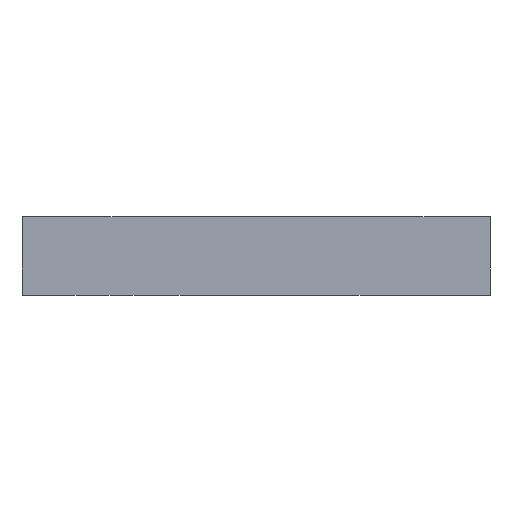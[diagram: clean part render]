
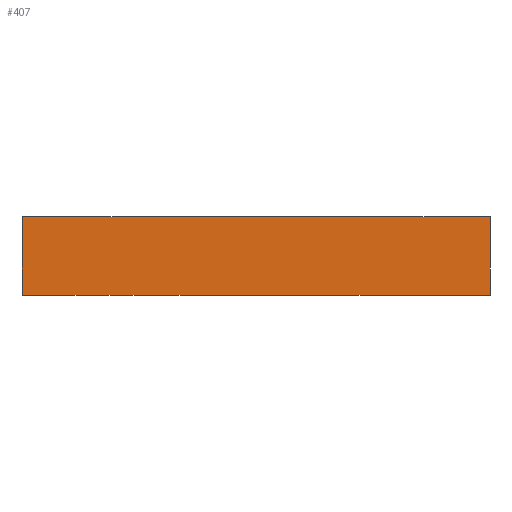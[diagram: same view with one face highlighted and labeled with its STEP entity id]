
A CAD part, top view. The second image highlights one B-rep face of the part: STEP entity #407.
In plain terms, the highlighted planar face has unit normal (0, 0, 1).
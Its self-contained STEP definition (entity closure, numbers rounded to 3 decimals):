
#7 = ORIENTED_EDGE ( 'NONE', *, *, #503, .T. ) ;
#37 = LINE ( 'NONE', #222, #238 ) ;
#51 = ORIENTED_EDGE ( 'NONE', *, *, #562, .T. ) ;
#52 = DIRECTION ( 'NONE',  ( -1., 0., 0. ) ) ;
#71 = PLANE ( 'NONE',  #237 ) ;
#82 = CARTESIAN_POINT ( 'NONE',  ( 70.444, 23.719, 178.609 ) ) ;
#87 = CARTESIAN_POINT ( 'NONE',  ( -70.553, 0., 178.609 ) ) ;
#189 = VECTOR ( 'NONE', #680, 1000. ) ;
#217 = VECTOR ( 'NONE', #585, 1000. ) ;
#222 = CARTESIAN_POINT ( 'NONE',  ( -70.553, 23.719, 178.609 ) ) ;
#227 = VECTOR ( 'NONE', #537, 1000. ) ;
#237 = AXIS2_PLACEMENT_3D ( 'NONE', #325, #277, #681 ) ;
#238 = VECTOR ( 'NONE', #52, 1000. ) ;
#255 = VERTEX_POINT ( 'NONE', #423 ) ;
#277 = DIRECTION ( 'NONE',  ( 0., 0., -1. ) ) ;
#292 = VERTEX_POINT ( 'NONE', #82 ) ;
#325 = CARTESIAN_POINT ( 'NONE',  ( 0., 0., 178.609 ) ) ;
#348 = CARTESIAN_POINT ( 'NONE',  ( -70.553, 0., 178.609 ) ) ;
#357 = CARTESIAN_POINT ( 'NONE',  ( 70.444, 0., 178.609 ) ) ;
#371 = ORIENTED_EDGE ( 'NONE', *, *, #710, .T. ) ;
#407 = ADVANCED_FACE ( 'NONE', ( #750 ), #71, .F. ) ;
#411 = LINE ( 'NONE', #709, #217 ) ;
#422 = CARTESIAN_POINT ( 'NONE',  ( 70.444, 0., 178.609 ) ) ;
#423 = CARTESIAN_POINT ( 'NONE',  ( -70.553, 23.719, 178.609 ) ) ;
#452 = VERTEX_POINT ( 'NONE', #348 ) ;
#466 = EDGE_LOOP ( 'NONE', ( #774, #371, #51, #7 ) ) ;
#498 = EDGE_CURVE ( 'NONE', #255, #452, #411, .T. ) ;
#503 = EDGE_CURVE ( 'NONE', #292, #255, #37, .T. ) ;
#537 = DIRECTION ( 'NONE',  ( 0., 1., 0. ) ) ;
#562 = EDGE_CURVE ( 'NONE', #640, #292, #605, .T. ) ;
#585 = DIRECTION ( 'NONE',  ( 0., -1., 0. ) ) ;
#605 = LINE ( 'NONE', #357, #227 ) ;
#640 = VERTEX_POINT ( 'NONE', #422 ) ;
#680 = DIRECTION ( 'NONE',  ( 1., 0., 0. ) ) ;
#681 = DIRECTION ( 'NONE',  ( -1., 0., 0. ) ) ;
#689 = LINE ( 'NONE', #87, #189 ) ;
#709 = CARTESIAN_POINT ( 'NONE',  ( -70.553, 0., 178.609 ) ) ;
#710 = EDGE_CURVE ( 'NONE', #452, #640, #689, .T. ) ;
#750 = FACE_OUTER_BOUND ( 'NONE', #466, .T. ) ;
#774 = ORIENTED_EDGE ( 'NONE', *, *, #498, .T. ) ;
